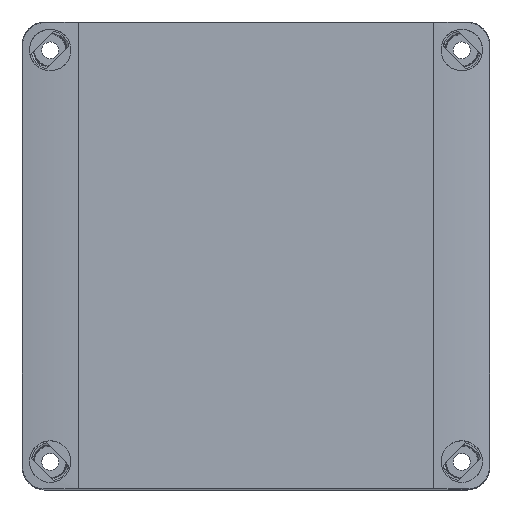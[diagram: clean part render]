
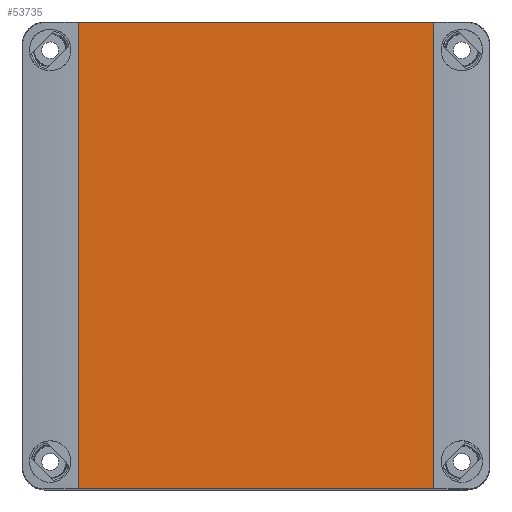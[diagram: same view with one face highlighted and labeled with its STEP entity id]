
A CAD part, top view. The second image highlights one B-rep face of the part: STEP entity #53735.
In plain terms, the highlighted face is planar.
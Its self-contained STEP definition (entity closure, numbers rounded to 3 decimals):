
#45525=DIRECTION('',(-1.,0.,0.));
#45526=VECTOR('',#45525,95.);
#45527=CARTESIAN_POINT('',(47.5,10.,-62.325));
#45528=LINE('',#45527,#45526);
#49116=DIRECTION('',(-1.,0.,0.));
#49117=VECTOR('',#49116,95.);
#49118=CARTESIAN_POINT('',(47.5,10.,62.325));
#49119=LINE('',#49118,#49117);
#49187=DIRECTION('',(0.,0.,1.));
#49188=VECTOR('',#49187,124.651);
#49189=CARTESIAN_POINT('',(-47.5,10.,-62.325));
#49190=LINE('',#49189,#49188);
#49296=DIRECTION('',(0.,0.,1.));
#49297=VECTOR('',#49296,124.651);
#49298=CARTESIAN_POINT('',(47.5,10.,-62.325));
#49299=LINE('',#49298,#49297);
#50482=CARTESIAN_POINT('',(47.5,10.,-62.325));
#50483=CARTESIAN_POINT('',(47.5,10.,62.325));
#50484=VERTEX_POINT('',#50482);
#50485=VERTEX_POINT('',#50483);
#50486=CARTESIAN_POINT('',(-47.5,10.,-62.325));
#50487=CARTESIAN_POINT('',(-47.5,10.,62.325));
#50488=VERTEX_POINT('',#50486);
#50489=VERTEX_POINT('',#50487);
#53724=CARTESIAN_POINT('',(47.5,10.,-62.5));
#53725=DIRECTION('',(0.,1.,0.));
#53726=DIRECTION('',(-1.,0.,0.));
#53727=AXIS2_PLACEMENT_3D('',#53724,#53725,#53726);
#53728=PLANE('',#53727);
#53729=ORIENTED_EDGE('',*,*,#50835,.F.);
#53730=ORIENTED_EDGE('',*,*,#53564,.T.);
#53731=ORIENTED_EDGE('',*,*,#53611,.T.);
#53732=ORIENTED_EDGE('',*,*,#53692,.F.);
#53733=EDGE_LOOP('',(#53729,#53730,#53731,#53732));
#53734=FACE_OUTER_BOUND('',#53733,.F.);
#53735=ADVANCED_FACE('',(#53734),#53728,.T.);
#50835=EDGE_CURVE('',#50484,#50488,#45528,.T.);
#53564=EDGE_CURVE('',#50484,#50485,#49299,.T.);
#53611=EDGE_CURVE('',#50485,#50489,#49119,.T.);
#53692=EDGE_CURVE('',#50488,#50489,#49190,.T.);
